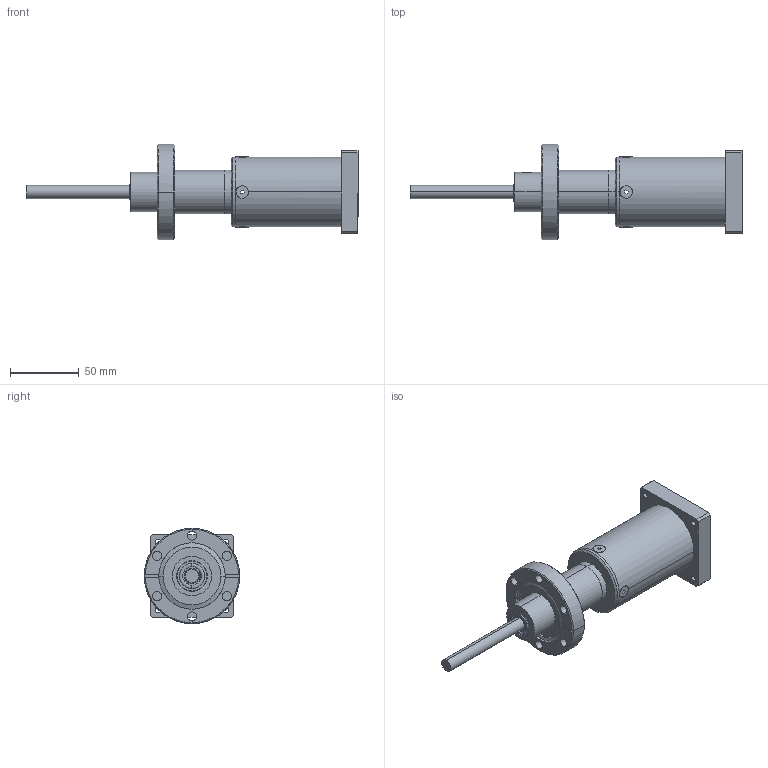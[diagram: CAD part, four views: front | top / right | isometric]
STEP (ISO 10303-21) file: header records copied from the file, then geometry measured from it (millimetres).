
FILE_DESCRIPTION (( 'STEP AP214' ), '1' );
FILE_NAME ('FRM-275-38_MDR-23-.25, AP214.STEP', '2023-08-28T16:38:46', ( '' ), ( '' ), 'SwSTEP 2.0', 'SolidWorks 2023', '' );
FILE_SCHEMA (( 'AUTOMOTIVE_DESIGN' ));
Length unit declared in the file: inch
Products named in the file (1): FRM-275-38_MDR-23-.25, AP214
Bounding box: 241.31 x 69.34 x 69.34 mm (x, y, z)
Surface area: 58519.3 mm2 (no closed solid volume)
Topology: 0 solids, 15 shells, 163 faces, 468 edges, 320 vertices
Faces by surface type: cylinder 72, plane 71, cone 16, torus 4
Entity records: 6031 total; most frequent: CARTESIAN_POINT 1623, DIRECTION 970, ORIENTED_EDGE 798, EDGE_CURVE 468, AXIS2_PLACEMENT_3D 362, VERTEX_POINT 320, VECTOR 246, LINE 246
